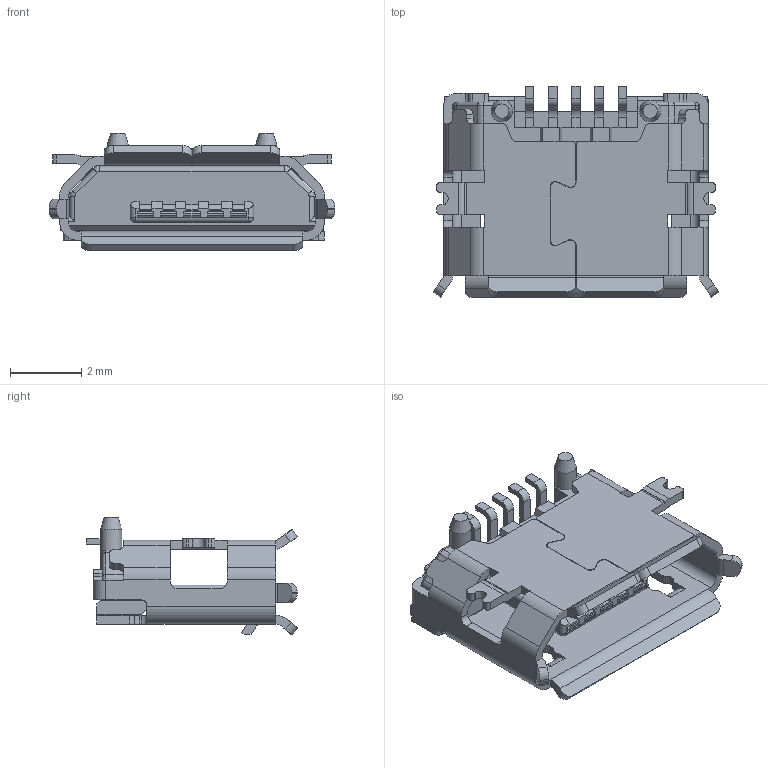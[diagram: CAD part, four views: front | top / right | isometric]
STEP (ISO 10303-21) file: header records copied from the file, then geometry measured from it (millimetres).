
FILE_DESCRIPTION(/* description */ ('Unknown'),/* implementation_level */ '2;1');
FILE_NAME(/* name */ '629105136821',/* time_stamp */ '2023-12-06T15:58:02+01:00',/* author */ ('Unknown'),/* organization */ ('Unknown'),/* preprocessor_version */ 'ST-DEVELOPER v18.102',/* originating_system */ 'Solid Edge',/* authorisation */ 'Unknown');
FILE_SCHEMA (('AUTOMOTIVE_DESIGN {1 0 10303 214 3 1 1}'));
Length unit declared in the file: millimetre
Products named in the file (4): 629105136821; 629105136821_Shielding; 629105136821_Housing; 629105136821_Pin
Assembly tree (7 placements, depth 2):
  629105136821
    629105136821_Shielding
    629105136821_Housing
    629105136821_Pin  x5
Bounding box: 8 x 5.92 x 3.3 mm (x, y, z)
Volume: 36 mm3; surface area: 297.8 mm2
Topology: 7 solids, 7 shells, 610 faces, 1821 edges, 1190 vertices
Faces by surface type: plane 381, cylinder 217, torus 8, cone 2, sphere 2
Full cylindrical faces by diameter (mm): 0.6 x2
Entity records: 17449 total; most frequent: ORIENTED_EDGE 3050, CARTESIAN_POINT 3041, DIRECTION 2917, EDGE_CURVE 1525, LINE 1157, VECTOR 1157, VERTEX_POINT 996, AXIS2_PLACEMENT_3D 880
